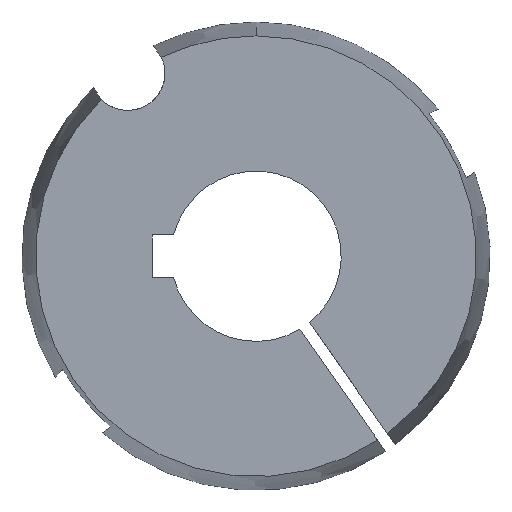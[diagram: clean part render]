
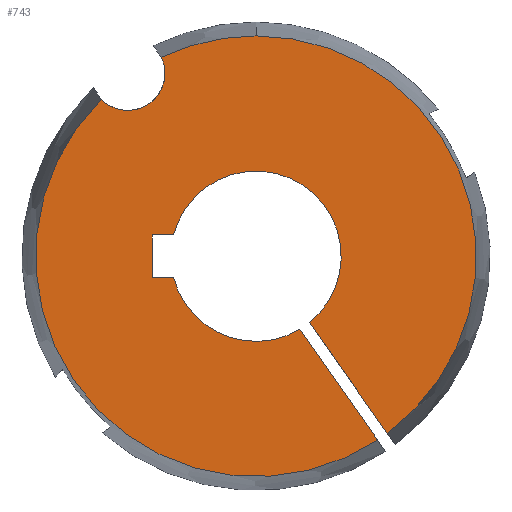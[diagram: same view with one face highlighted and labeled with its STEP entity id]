
A CAD part, left-side view. The second image highlights one B-rep face of the part: STEP entity #743.
In plain terms, the highlighted planar face has unit normal (-1, 0, 0).
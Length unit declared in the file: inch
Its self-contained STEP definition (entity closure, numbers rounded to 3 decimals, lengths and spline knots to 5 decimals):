
#15 = AXIS2_PLACEMENT_3D ( 'NONE', #513, #457, #503 ) ;
#21 = CARTESIAN_POINT ( 'NONE',  ( -1.25, 0.60912, -0.125 ) ) ;
#29 = CARTESIAN_POINT ( 'NONE',  ( -1.25, 0., 0. ) ) ;
#36 = AXIS2_PLACEMENT_3D ( 'NONE', #147, #587, #210 ) ;
#47 = EDGE_CURVE ( 'NONE', #692, #461, #84, .T. ) ;
#59 = CIRCLE ( 'NONE', #263, 0.21875 ) ;
#63 = CARTESIAN_POINT ( 'NONE',  ( -1.25, 0., 1.29371 ) ) ;
#83 = DIRECTION ( 'NONE',  ( 0., 0., -1. ) ) ;
#84 = CIRCLE ( 'NONE', #15, 1.29371 ) ;
#89 = VECTOR ( 'NONE', #450, 39.37008 ) ;
#115 = EDGE_CURVE ( 'NONE', #156, #824, #59, .T. ) ;
#118 = AXIS2_PLACEMENT_3D ( 'NONE', #29, #470, #83 ) ;
#125 = CARTESIAN_POINT ( 'NONE',  ( -1.25, 0.60912, -0.125 ) ) ;
#147 = CARTESIAN_POINT ( 'NONE',  ( -1.25, 0., 0. ) ) ;
#151 = EDGE_CURVE ( 'NONE', #682, #270, #451, .T. ) ;
#156 = VERTEX_POINT ( 'NONE', #632 ) ;
#157 = DIRECTION ( 'NONE',  ( 1., 0., 0. ) ) ;
#158 = CARTESIAN_POINT ( 'NONE',  ( -1.25, 0.48412, -0.125 ) ) ;
#159 = VECTOR ( 'NONE', #475, 39.37008 ) ;
#171 = EDGE_CURVE ( 'NONE', #808, #439, #398, .T. ) ;
#177 = AXIS2_PLACEMENT_3D ( 'NONE', #447, #401, #397 ) ;
#184 = DIRECTION ( 'NONE',  ( 0., -1., 0. ) ) ;
#192 = LINE ( 'NONE', #654, #336 ) ;
#210 = DIRECTION ( 'NONE',  ( 0., 0., -1. ) ) ;
#215 = CARTESIAN_POINT ( 'NONE',  ( -1.25, -0.71362, -1.07909 ) ) ;
#216 = CARTESIAN_POINT ( 'NONE',  ( -1.25, 0.90829, 0.92125 ) ) ;
#230 = ORIENTED_EDGE ( 'NONE', *, *, #115, .T. ) ;
#236 = CIRCLE ( 'NONE', #36, 0.5 ) ;
#240 = EDGE_CURVE ( 'NONE', #354, #270, #723, .T. ) ;
#243 = CIRCLE ( 'NONE', #118, 1.29371 ) ;
#251 = ORIENTED_EDGE ( 'NONE', *, *, #240, .F. ) ;
#263 = AXIS2_PLACEMENT_3D ( 'NONE', #706, #699, #696 ) ;
#270 = VERTEX_POINT ( 'NONE', #158 ) ;
#283 = VERTEX_POINT ( 'NONE', #805 ) ;
#290 = VERTEX_POINT ( 'NONE', #63 ) ;
#299 = DIRECTION ( 'NONE',  ( -1., 0., 0. ) ) ;
#329 = EDGE_CURVE ( 'NONE', #283, #354, #704, .T. ) ;
#336 = VECTOR ( 'NONE', #415, 39.37008 ) ;
#347 = CARTESIAN_POINT ( 'NONE',  ( -1.25, 0.48412, 0.125 ) ) ;
#349 = CARTESIAN_POINT ( 'NONE',  ( -1.25, 0.60912, 0.125 ) ) ;
#354 = VERTEX_POINT ( 'NONE', #21 ) ;
#364 = CARTESIAN_POINT ( 'NONE',  ( -1.25, -0.31427, -0.38889 ) ) ;
#366 = AXIS2_PLACEMENT_3D ( 'NONE', #537, #157, #596 ) ;
#373 = DIRECTION ( 'NONE',  ( 1., 0., 0. ) ) ;
#374 = VECTOR ( 'NONE', #184, 39.37008 ) ;
#381 = ORIENTED_EDGE ( 'NONE', *, *, #579, .T. ) ;
#383 = CARTESIAN_POINT ( 'NONE',  ( -1.25, 0.04556, 0.125 ) ) ;
#388 = ORIENTED_EDGE ( 'NONE', *, *, #574, .T. ) ;
#397 = DIRECTION ( 'NONE',  ( 0., 0., -1. ) ) ;
#398 = LINE ( 'NONE', #383, #89 ) ;
#401 = DIRECTION ( 'NONE',  ( 1., 0., 0. ) ) ;
#413 = ORIENTED_EDGE ( 'NONE', *, *, #418, .T. ) ;
#415 = DIRECTION ( 'NONE',  ( 0., -1., 0. ) ) ;
#418 = EDGE_CURVE ( 'NONE', #478, #808, #236, .T. ) ;
#439 = VERTEX_POINT ( 'NONE', #726 ) ;
#447 = CARTESIAN_POINT ( 'NONE',  ( -1.25, 0., 0. ) ) ;
#448 = EDGE_CURVE ( 'NONE', #290, #156, #243, .T. ) ;
#450 = DIRECTION ( 'NONE',  ( 0., -0.574, -0.819 ) ) ;
#451 = CIRCLE ( 'NONE', #177, 0.5 ) ;
#457 = DIRECTION ( 'NONE',  ( -1., 0., 0. ) ) ;
#461 = VERTEX_POINT ( 'NONE', #215 ) ;
#469 = EDGE_CURVE ( 'NONE', #283, #478, #192, .T. ) ;
#470 = DIRECTION ( 'NONE',  ( -1., 0., 0. ) ) ;
#475 = DIRECTION ( 'NONE',  ( 0., 0., -1. ) ) ;
#478 = VERTEX_POINT ( 'NONE', #347 ) ;
#500 = AXIS2_PLACEMENT_3D ( 'NONE', #680, #299, #757 ) ;
#503 = DIRECTION ( 'NONE',  ( 0., 0., -1. ) ) ;
#510 = ORIENTED_EDGE ( 'NONE', *, *, #830, .T. ) ;
#513 = CARTESIAN_POINT ( 'NONE',  ( -1.25, 0., 0. ) ) ;
#537 = CARTESIAN_POINT ( 'NONE',  ( -1.25, 0., 0. ) ) ;
#538 = ORIENTED_EDGE ( 'NONE', *, *, #329, .F. ) ;
#567 = AXIS2_PLACEMENT_3D ( 'NONE', #754, #373, #821 ) ;
#574 = EDGE_CURVE ( 'NONE', #461, #682, #816, .T. ) ;
#579 = EDGE_CURVE ( 'NONE', #439, #290, #749, .T. ) ;
#587 = DIRECTION ( 'NONE',  ( 1., 0., 0. ) ) ;
#596 = DIRECTION ( 'NONE',  ( 0., 0., -1. ) ) ;
#632 = CARTESIAN_POINT ( 'NONE',  ( -1.25, 0.55504, 1.1686 ) ) ;
#634 = ORIENTED_EDGE ( 'NONE', *, *, #171, .T. ) ;
#654 = CARTESIAN_POINT ( 'NONE',  ( -1.25, 0.48412, 0.125 ) ) ;
#655 = CARTESIAN_POINT ( 'NONE',  ( -1.25, -0.25795, -0.42832 ) ) ;
#657 = PLANE ( 'NONE',  #366 ) ;
#676 = CARTESIAN_POINT ( 'NONE',  ( -1.25, -0.76026, -1.1457 ) ) ;
#678 = ORIENTED_EDGE ( 'NONE', *, *, #448, .T. ) ;
#679 = EDGE_LOOP ( 'NONE', ( #381, #678, #230, #510, #771, #388, #698, #251, #538, #796, #413, #634 ) ) ;
#680 = CARTESIAN_POINT ( 'NONE',  ( -1.25, 0., 0. ) ) ;
#682 = VERTEX_POINT ( 'NONE', #655 ) ;
#691 = FACE_OUTER_BOUND ( 'NONE', #679, .T. ) ;
#692 = VERTEX_POINT ( 'NONE', #216 ) ;
#696 = DIRECTION ( 'NONE',  ( 0., 0., -1. ) ) ;
#698 = ORIENTED_EDGE ( 'NONE', *, *, #151, .T. ) ;
#699 = DIRECTION ( 'NONE',  ( 1., 0., 0. ) ) ;
#704 = LINE ( 'NONE', #349, #159 ) ;
#706 = CARTESIAN_POINT ( 'NONE',  ( -1.25, 0.75282, 1.07514 ) ) ;
#723 = LINE ( 'NONE', #125, #374 ) ;
#726 = CARTESIAN_POINT ( 'NONE',  ( -1.25, -0.76994, -1.03965 ) ) ;
#743 = ADVANCED_FACE ( 'NONE', ( #691 ), #657, .F. ) ;
#749 = CIRCLE ( 'NONE', #500, 1.29371 ) ;
#752 = DIRECTION ( 'NONE',  ( 0., 0.574, 0.819 ) ) ;
#754 = CARTESIAN_POINT ( 'NONE',  ( -1.25, 0.75282, 1.07514 ) ) ;
#757 = DIRECTION ( 'NONE',  ( 0., 0., -1. ) ) ;
#771 = ORIENTED_EDGE ( 'NONE', *, *, #47, .T. ) ;
#781 = VECTOR ( 'NONE', #752, 39.37008 ) ;
#796 = ORIENTED_EDGE ( 'NONE', *, *, #469, .T. ) ;
#805 = CARTESIAN_POINT ( 'NONE',  ( -1.25, 0.60912, 0.125 ) ) ;
#806 = CIRCLE ( 'NONE', #567, 0.21875 ) ;
#808 = VERTEX_POINT ( 'NONE', #364 ) ;
#816 = LINE ( 'NONE', #676, #781 ) ;
#818 = CARTESIAN_POINT ( 'NONE',  ( -1.25, 0.75282, 0.85639 ) ) ;
#821 = DIRECTION ( 'NONE',  ( 0., 0., -1. ) ) ;
#824 = VERTEX_POINT ( 'NONE', #818 ) ;
#830 = EDGE_CURVE ( 'NONE', #824, #692, #806, .T. ) ;
